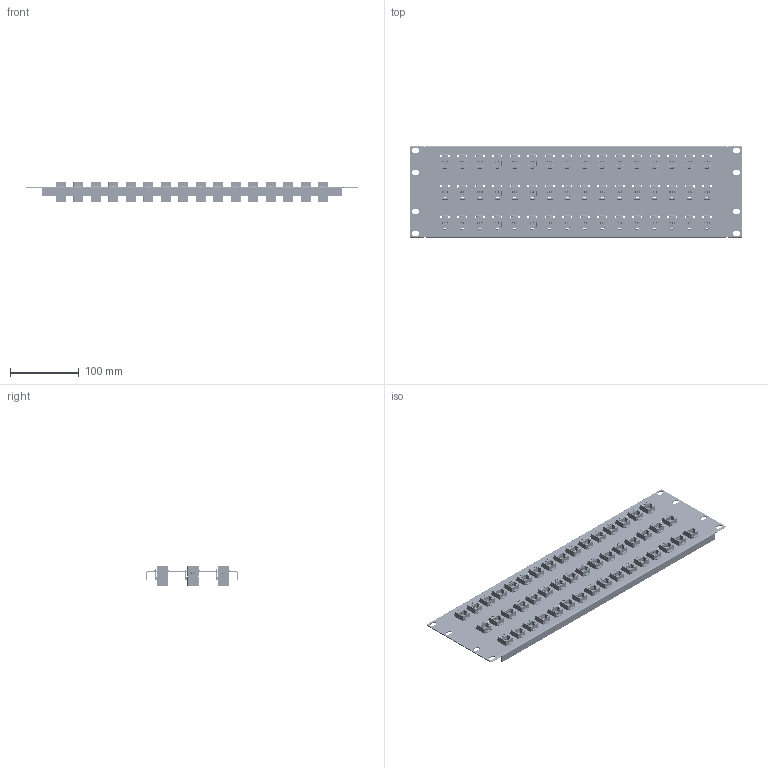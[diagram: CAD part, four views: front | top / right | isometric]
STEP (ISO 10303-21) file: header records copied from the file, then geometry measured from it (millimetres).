
FILE_DESCRIPTION (( 'STEP AP214' ), '1' );
FILE_NAME ('PR525B-C6A-48_3D.step', '2025-02-28T17:02:29', ( '' ), ( '' ), 'SwSTEP 2.0', 'SolidWorks 2022', '' );
FILE_SCHEMA (( 'AUTOMOTIVE_DESIGN' ));
Length unit declared in the file: inch
Products named in the file (3): TDG1026KC6A_no label; PR525B-C6A-48_3D; PR525B-48KS
Assembly tree (49 placements, depth 2):
  PR525B-C6A-48_3D
    PR525B-48KS
    TDG1026KC6A_no label  x48
Bounding box: 482.6 x 133.35 x 29.8 mm (x, y, z)
Volume: 337130 mm3; surface area: 313256.9 mm2
Topology: 49 solids, 49 shells, 13460 faces, 36578 edges, 23840 vertices
Faces by surface type: plane 8430, bspline 3168, cylinder 1574, sphere 192, torus 96
Entity records: 20405 total; most frequent: CARTESIAN_POINT 5711, ORIENTED_EDGE 3032, DIRECTION 2588, EDGE_CURVE 1516, LINE 1234, VECTOR 1234, VERTEX_POINT 998, EDGE_LOOP 694
